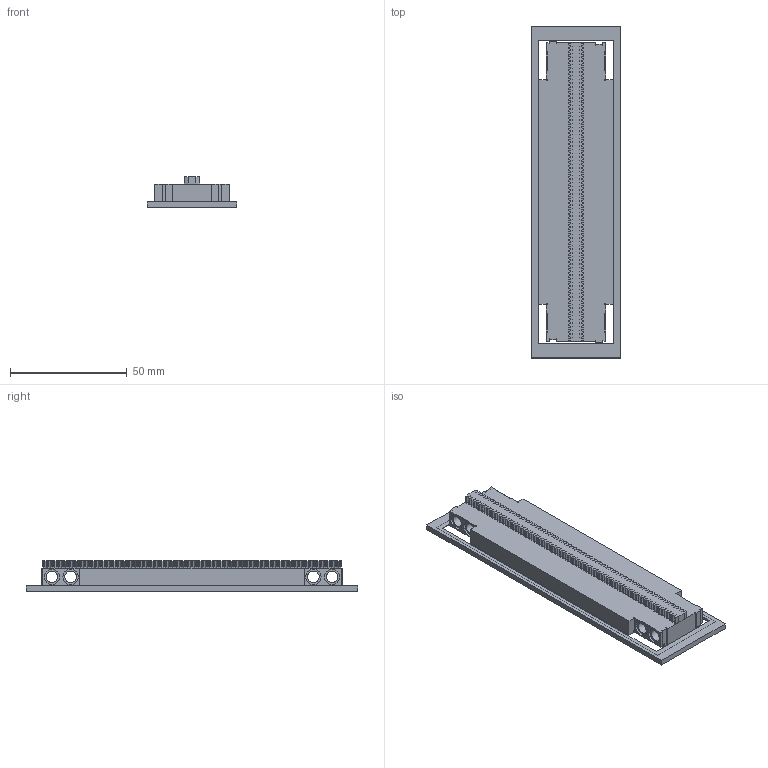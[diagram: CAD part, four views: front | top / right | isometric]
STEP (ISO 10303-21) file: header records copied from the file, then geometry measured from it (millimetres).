
FILE_DESCRIPTION(('Open CASCADE Model'),'2;1');
FILE_NAME('Open CASCADE Shape Model','2025-01-19T19:01:31',('Author'),( 'Open CASCADE'),'Open CASCADE STEP processor 7.7','Open CASCADE 7.7' ,'Unknown');
FILE_SCHEMA(('AUTOMOTIVE_DESIGN { 1 0 10303 214 1 1 1 1 }'));
Length unit declared in the file: millimetre
Products named in the file (4): Open CASCADE STEP translator 7.7 74; Open CASCADE STEP translator 7.7 74.1; Open CASCADE STEP translator 7.7 74.1.1; Open CASCADE STEP translator 7.7 74.1.2
Assembly tree (3 placements, depth 3):
  Open CASCADE STEP translator 7.7 74
    Open CASCADE STEP translator 7.7 74.1
      Open CASCADE STEP translator 7.7 74.1.1
      Open CASCADE STEP translator 7.7 74.1.2
Bounding box: 38.4 x 142.2 x 13.2 mm (x, y, z)
Volume: 31604.6 mm3; surface area: 18720.1 mm2
Topology: 2 solids, 2 shells, 903 faces, 2610 edges, 1724 vertices
Faces by surface type: plane 871, cylinder 32
Full cylindrical faces by diameter (mm): 5 x8, 6.6 x8
Entity records: 63244 total; most frequent: CARTESIAN_POINT 10713, DIRECTION 9688, LINE 7658, VECTOR 7658, ORIENTED_EDGE 5220, PCURVE 5220, DEFINITIONAL_REPRESENTATION 5220, EDGE_CURVE 2610
